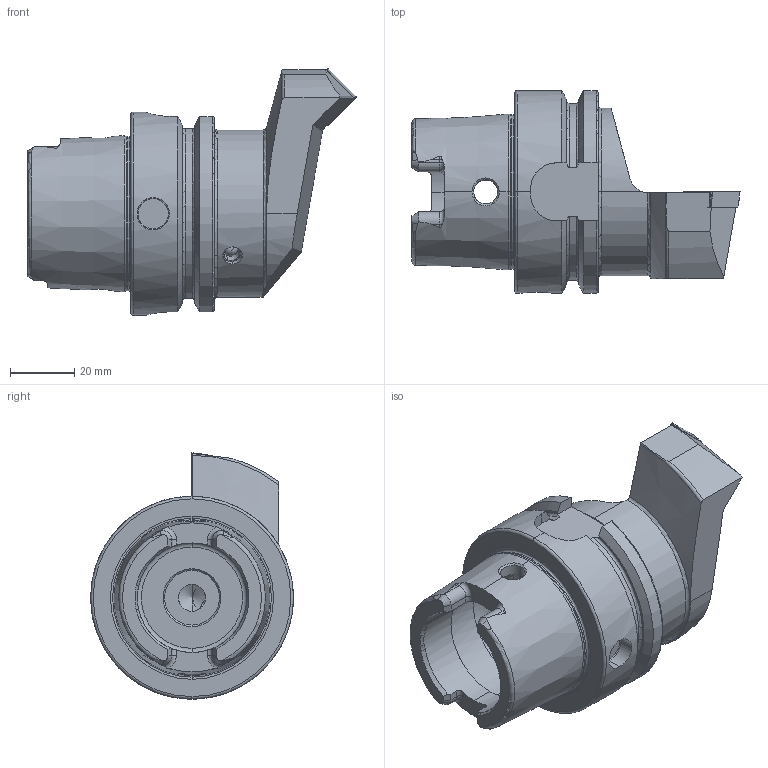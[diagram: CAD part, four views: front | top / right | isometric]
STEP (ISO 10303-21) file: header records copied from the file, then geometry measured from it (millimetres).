
FILE_DESCRIPTION (( 'STEP AP214' ), '1' );
FILE_NAME ('HA6.KSB.LSA.070.STEP', '2020-09-11T05:17:33', ( '' ), ( '' ), 'SwSTEP 2.0', 'SolidWorks 2017', '' );
FILE_SCHEMA (( 'AUTOMOTIVE_DESIGN' ));
Length unit declared in the file: millimetre
Products named in the file (5): SCMT120404; KVT_MB_600_060; HA6.KSB.LSA.070; HA6-KSB.LSA.070_A_Fertigbearbeitung; WCC-ER2.001.010_A
Assembly tree (4 placements, depth 2):
  HA6.KSB.LSA.070
    HA6-KSB.LSA.070_A_Fertigbearbeitung
    SCMT120404
    WCC-ER2.001.010_A
    KVT_MB_600_060
Bounding box: 101.9 x 63 x 76.5 mm (x, y, z)
Volume: 127674.4 mm3; surface area: 30417.3 mm2
Topology: 6 solids, 6 shells, 328 faces, 855 edges, 523 vertices
Faces by surface type: cylinder 91, plane 87, cone 83, torus 41, bspline 24, sphere 2
Entity records: 12649 total; most frequent: CARTESIAN_POINT 4251, ORIENTED_EDGE 1664, DIRECTION 1500, EDGE_CURVE 832, AXIS2_PLACEMENT_3D 590, VERTEX_POINT 520, EDGE_LOOP 342, FACE_OUTER_BOUND 328
